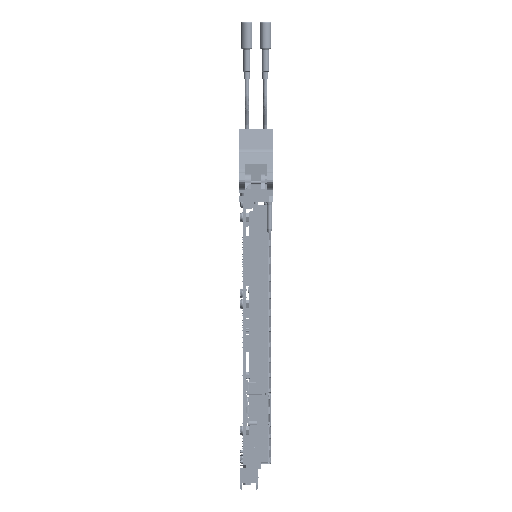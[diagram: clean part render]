
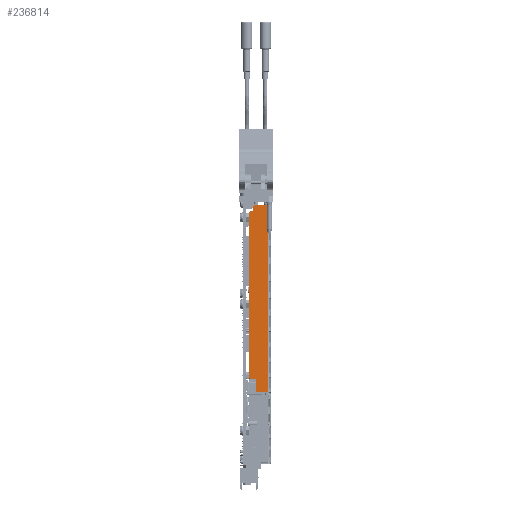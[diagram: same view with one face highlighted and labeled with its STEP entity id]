
A CAD part, front view. The second image highlights one B-rep face of the part: STEP entity #236814.
In plain terms, the highlighted planar face has unit normal (0, -1, 0).
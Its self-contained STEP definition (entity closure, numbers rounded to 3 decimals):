
#683 = CARTESIAN_POINT ( 'NONE',  ( 16.054, -55.017, -127.734 ) ) ;
#710 = CARTESIAN_POINT ( 'NONE',  ( 11.054, -55.017, -21.451 ) ) ;
#723 = CARTESIAN_POINT ( 'NONE',  ( 15.054, -55.017, -120.734 ) ) ;
#725 = CARTESIAN_POINT ( 'NONE',  ( 12.554, -55.017, -20.451 ) ) ;
#868 = CARTESIAN_POINT ( 'NONE',  ( 22.317, -55.017, -16.851 ) ) ;
#10261 = PLANE ( 'NONE',  #126472 ) ;
#10270 = CARTESIAN_POINT ( 'NONE',  ( 11.054, -55.017, -169.47 ) ) ;
#10272 = DIRECTION ( 'NONE',  ( 0., 1., 0. ) ) ;
#10273 = DIRECTION ( 'NONE',  ( 1., 0., 0. ) ) ;
#16394 = ORIENTED_EDGE ( 'NONE', *, *, #186338, .F. ) ;
#16399 = ORIENTED_EDGE ( 'NONE', *, *, #185127, .T. ) ;
#16410 = ORIENTED_EDGE ( 'NONE', *, *, #184551, .F. ) ;
#16418 = ORIENTED_EDGE ( 'NONE', *, *, #185018, .F. ) ;
#16428 = ORIENTED_EDGE ( 'NONE', *, *, #187829, .F. ) ;
#16435 = ORIENTED_EDGE ( 'NONE', *, *, #186793, .T. ) ;
#16446 = ORIENTED_EDGE ( 'NONE', *, *, #188164, .F. ) ;
#16453 = ORIENTED_EDGE ( 'NONE', *, *, #187249, .T. ) ;
#16461 = ORIENTED_EDGE ( 'NONE', *, *, #184544, .F. ) ;
#16469 = ORIENTED_EDGE ( 'NONE', *, *, #188010, .T. ) ;
#16482 = ORIENTED_EDGE ( 'NONE', *, *, #187471, .F. ) ;
#16489 = ORIENTED_EDGE ( 'NONE', *, *, #187954, .T. ) ;
#16502 = ORIENTED_EDGE ( 'NONE', *, *, #184468, .T. ) ;
#16508 = ORIENTED_EDGE ( 'NONE', *, *, #186170, .F. ) ;
#32179 = FACE_OUTER_BOUND ( 'NONE', #224514, .T. ) ;
#110361 = LINE ( 'NONE', #198356, #110370 ) ;
#110370 = VECTOR ( 'NONE', #198372, 1000. ) ;
#110850 = LINE ( 'NONE', #199426, #110863 ) ;
#110863 = VECTOR ( 'NONE', #199433, 1000. ) ;
#110899 = LINE ( 'NONE', #199481, #110921 ) ;
#110921 = VECTOR ( 'NONE', #199499, 1000. ) ;
#111305 = CARTESIAN_POINT ( 'NONE',  ( 22.317, -55.017, -127.734 ) ) ;
#111354 = CARTESIAN_POINT ( 'NONE',  ( 12.054, -55.017, -119.734 ) ) ;
#111406 = CARTESIAN_POINT ( 'NONE',  ( 14.054, -55.017, -119.734 ) ) ;
#125360 = CARTESIAN_POINT ( 'NONE',  ( 15.054, -55.017, -127.734 ) ) ;
#125361 = DIRECTION ( 'NONE',  ( 0., 0., 1. ) ) ;
#126472 = AXIS2_PLACEMENT_3D ( 'NONE', #10270, #10272, #10273 ) ;
#146863 = CARTESIAN_POINT ( 'NONE',  ( 12.054, -55.017, -118.734 ) ) ;
#146867 = DIRECTION ( 'NONE',  ( 0., -1., 0. ) ) ;
#146869 = DIRECTION ( 'NONE',  ( 1., 0., 0. ) ) ;
#158720 = LINE ( 'NONE', #234009, #158723 ) ;
#158723 = VECTOR ( 'NONE', #234013, 1000. ) ;
#158841 = CIRCLE ( 'NONE', #179872, 1. ) ;
#159079 = CIRCLE ( 'NONE', #179918, 1. ) ;
#159225 = LINE ( 'NONE', #125360, #159231 ) ;
#159231 = VECTOR ( 'NONE', #125361, 1000. ) ;
#159452 = LINE ( 'NONE', #206738, #159458 ) ;
#159458 = VECTOR ( 'NONE', #206741, 1000. ) ;
#159537 = CIRCLE ( 'NONE', #180008, 1. ) ;
#159580 = CIRCLE ( 'NONE', #180024, 1. ) ;
#169572 = VERTEX_POINT ( 'NONE', #229496 ) ;
#169579 = VERTEX_POINT ( 'NONE', #229502 ) ;
#169585 = VERTEX_POINT ( 'NONE', #229506 ) ;
#169672 = VERTEX_POINT ( 'NONE', #229572 ) ;
#170261 = VERTEX_POINT ( 'NONE', #230015 ) ;
#170298 = VERTEX_POINT ( 'NONE', #230045 ) ;
#179622 = AXIS2_PLACEMENT_3D ( 'NONE', #213478, #213479, #213482 ) ;
#179651 = AXIS2_PLACEMENT_3D ( 'NONE', #181840, #181842, #181845 ) ;
#179872 = AXIS2_PLACEMENT_3D ( 'NONE', #215853, #215856, #215859 ) ;
#179918 = AXIS2_PLACEMENT_3D ( 'NONE', #146863, #146867, #146869 ) ;
#180008 = AXIS2_PLACEMENT_3D ( 'NONE', #234945, #234946, #234947 ) ;
#180024 = AXIS2_PLACEMENT_3D ( 'NONE', #235007, #235008, #235009 ) ;
#181840 = CARTESIAN_POINT ( 'NONE',  ( 14.554, -55.017, -17.851 ) ) ;
#181842 = DIRECTION ( 'NONE',  ( 0., -1., 0. ) ) ;
#181845 = DIRECTION ( 'NONE',  ( 1., 0., 0. ) ) ;
#184468 = EDGE_CURVE ( 'NONE', #213041, #213875, #110361, .T. ) ;
#184544 = EDGE_CURVE ( 'NONE', #213953, #213905, #110850, .T. ) ;
#184551 = EDGE_CURVE ( 'NONE', #170261, #169585, #110899, .T. ) ;
#185018 = EDGE_CURVE ( 'NONE', #213110, #170261, #196537, .T. ) ;
#185127 = EDGE_CURVE ( 'NONE', #169579, #169585, #196643, .T. ) ;
#186170 = EDGE_CURVE ( 'NONE', #213339, #213875, #197231, .T. ) ;
#186338 = EDGE_CURVE ( 'NONE', #169579, #213339, #158720, .T. ) ;
#186793 = EDGE_CURVE ( 'NONE', #169572, #213085, #158841, .T. ) ;
#187249 = EDGE_CURVE ( 'NONE', #169672, #213905, #159079, .T. ) ;
#187471 = EDGE_CURVE ( 'NONE', #170298, #213108, #159225, .T. ) ;
#187829 = EDGE_CURVE ( 'NONE', #169572, #213110, #159452, .T. ) ;
#187954 = EDGE_CURVE ( 'NONE', #170298, #213041, #159537, .T. ) ;
#188010 = EDGE_CURVE ( 'NONE', #213953, #213108, #159580, .T. ) ;
#188164 = EDGE_CURVE ( 'NONE', #169672, #213085, #202373, .T. ) ;
#196537 = CIRCLE ( 'NONE', #179622, 1. ) ;
#196643 = CIRCLE ( 'NONE', #179651, 1. ) ;
#197231 = LINE ( 'NONE', #233740, #197238 ) ;
#197238 = VECTOR ( 'NONE', #233758, 1000. ) ;
#198356 = CARTESIAN_POINT ( 'NONE',  ( 11.054, -55.017, -127.734 ) ) ;
#198372 = DIRECTION ( 'NONE',  ( 1., 0., 0. ) ) ;
#199426 = CARTESIAN_POINT ( 'NONE',  ( 15.054, -55.017, -119.734 ) ) ;
#199433 = DIRECTION ( 'NONE',  ( -1., 0., 0. ) ) ;
#199481 = CARTESIAN_POINT ( 'NONE',  ( 13.554, -55.017, -16.851 ) ) ;
#199499 = DIRECTION ( 'NONE',  ( 0., 0., 1. ) ) ;
#202373 = LINE ( 'NONE', #235329, #202379 ) ;
#202379 = VECTOR ( 'NONE', #235344, 1000. ) ;
#206738 = CARTESIAN_POINT ( 'NONE',  ( 12.554, -55.017, -20.451 ) ) ;
#206741 = DIRECTION ( 'NONE',  ( 1., 0., 0. ) ) ;
#213041 = VERTEX_POINT ( 'NONE', #683 ) ;
#213085 = VERTEX_POINT ( 'NONE', #710 ) ;
#213108 = VERTEX_POINT ( 'NONE', #723 ) ;
#213110 = VERTEX_POINT ( 'NONE', #725 ) ;
#213339 = VERTEX_POINT ( 'NONE', #868 ) ;
#213478 = CARTESIAN_POINT ( 'NONE',  ( 12.554, -55.017, -19.451 ) ) ;
#213479 = DIRECTION ( 'NONE',  ( 0., -1., 0. ) ) ;
#213482 = DIRECTION ( 'NONE',  ( 0., 0., 1. ) ) ;
#213875 = VERTEX_POINT ( 'NONE', #111305 ) ;
#213905 = VERTEX_POINT ( 'NONE', #111354 ) ;
#213953 = VERTEX_POINT ( 'NONE', #111406 ) ;
#215853 = CARTESIAN_POINT ( 'NONE',  ( 12.054, -55.017, -21.451 ) ) ;
#215856 = DIRECTION ( 'NONE',  ( 0., -1., 0. ) ) ;
#215859 = DIRECTION ( 'NONE',  ( 1., 0., 0. ) ) ;
#224514 = EDGE_LOOP ( 'NONE', ( #16394, #16399, #16410, #16418, #16428, #16435, #16446, #16453, #16461, #16469, #16482, #16489, #16502, #16508 ) ) ;
#229496 = CARTESIAN_POINT ( 'NONE',  ( 12.054, -55.017, -20.451 ) ) ;
#229502 = CARTESIAN_POINT ( 'NONE',  ( 14.554, -55.017, -16.851 ) ) ;
#229506 = CARTESIAN_POINT ( 'NONE',  ( 13.554, -55.017, -17.851 ) ) ;
#229572 = CARTESIAN_POINT ( 'NONE',  ( 11.054, -55.017, -118.734 ) ) ;
#230015 = CARTESIAN_POINT ( 'NONE',  ( 13.554, -55.017, -19.451 ) ) ;
#230045 = CARTESIAN_POINT ( 'NONE',  ( 15.054, -55.017, -126.734 ) ) ;
#233740 = CARTESIAN_POINT ( 'NONE',  ( 22.317, -55.017, -169.47 ) ) ;
#233758 = DIRECTION ( 'NONE',  ( 0., 0., -1. ) ) ;
#234009 = CARTESIAN_POINT ( 'NONE',  ( 11.054, -55.017, -16.851 ) ) ;
#234013 = DIRECTION ( 'NONE',  ( 1., 0., 0. ) ) ;
#234945 = CARTESIAN_POINT ( 'NONE',  ( 16.054, -55.017, -126.734 ) ) ;
#234946 = DIRECTION ( 'NONE',  ( 0., -1., 0. ) ) ;
#234947 = DIRECTION ( 'NONE',  ( 1., 0., 0. ) ) ;
#235007 = CARTESIAN_POINT ( 'NONE',  ( 14.054, -55.017, -120.734 ) ) ;
#235008 = DIRECTION ( 'NONE',  ( 0., 1., 0. ) ) ;
#235009 = DIRECTION ( 'NONE',  ( 1., 0., 0. ) ) ;
#235329 = CARTESIAN_POINT ( 'NONE',  ( 11.054, -55.017, -169.47 ) ) ;
#235344 = DIRECTION ( 'NONE',  ( 0., 0., 1. ) ) ;
#236814 = ADVANCED_FACE ( 'NONE', ( #32179 ), #10261, .F. ) ;
